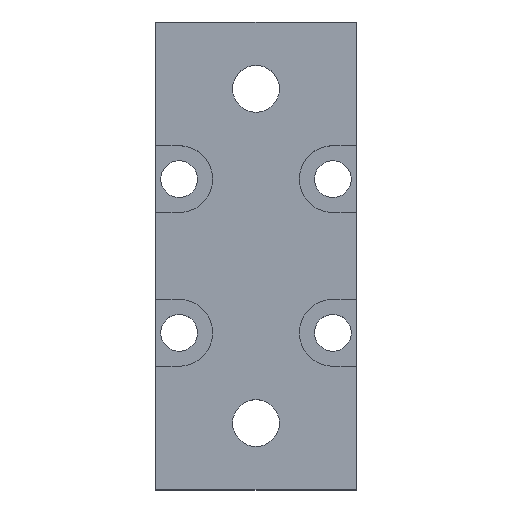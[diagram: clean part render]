
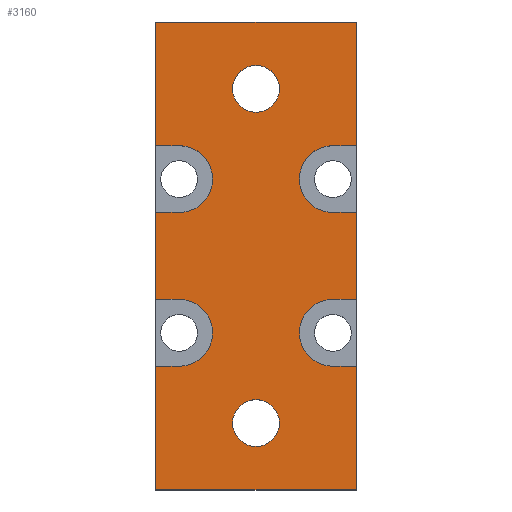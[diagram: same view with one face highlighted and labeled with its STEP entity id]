
A CAD part, top view. The second image highlights one B-rep face of the part: STEP entity #3160.
In plain terms, the highlighted planar face has unit normal (0, 0, 1).
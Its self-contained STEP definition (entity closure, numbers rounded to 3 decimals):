
#1310=CARTESIAN_POINT('',(0.,0.,10.));
#1320=DIRECTION('',(0.,0.,1.));
#1330=DIRECTION('',(1.,0.,0.));
#1340=AXIS2_PLACEMENT_3D('',#1310,#1320,#1330);
#1350=PLANE('',#1340);
#1360=CARTESIAN_POINT('',(70.,30.,10.));
#1370=DIRECTION('',(-1.,0.,0.));
#1380=VECTOR('',#1370,1.);
#1390=LINE('',#1360,#1380);
#1400=CARTESIAN_POINT('',(18.5,30.,10.));
#1410=VERTEX_POINT('',#1400);
#1420=CARTESIAN_POINT('',(0.,30.,10.));
#1430=VERTEX_POINT('',#1420);
#1440=EDGE_CURVE('',#1410,#1430,#1390,.T.);
#1450=ORIENTED_EDGE('',*,*,#1440,.T.);
#1460=CARTESIAN_POINT('',(18.5,0.,10.));
#1470=DIRECTION('',(0.,1.,0.));
#1480=VECTOR('',#1470,1.);
#1490=LINE('',#1460,#1480);
#1500=CARTESIAN_POINT('',(18.5,26.5,10.));
#1510=VERTEX_POINT('',#1500);
#1520=EDGE_CURVE('',#1510,#1410,#1490,.T.);
#1530=ORIENTED_EDGE('',*,*,#1520,.T.);
#1540=CARTESIAN_POINT('',(23.5,26.5,10.));
#1550=DIRECTION('',(0.,0.,-1.));
#1560=DIRECTION('',(1.,0.,0.));
#1570=AXIS2_PLACEMENT_3D('',#1540,#1550,#1560);
#1580=CIRCLE('',#1570,5.);
#1590=CARTESIAN_POINT('',(28.5,26.5,10.));
#1600=VERTEX_POINT('',#1590);
#1610=EDGE_CURVE('',#1600,#1510,#1580,.T.);
#1620=ORIENTED_EDGE('',*,*,#1610,.T.);
#1630=CARTESIAN_POINT('',(28.5,0.,10.));
#1640=DIRECTION('',(0.,-1.,0.));
#1650=VECTOR('',#1640,1.);
#1660=LINE('',#1630,#1650);
#1670=CARTESIAN_POINT('',(28.5,30.,10.));
#1680=VERTEX_POINT('',#1670);
#1690=EDGE_CURVE('',#1680,#1600,#1660,.T.);
#1700=ORIENTED_EDGE('',*,*,#1690,.T.);
#1710=CARTESIAN_POINT('',(41.5,30.,10.));
#1720=VERTEX_POINT('',#1710);
#1730=EDGE_CURVE('',#1720,#1680,#1390,.T.);
#1740=ORIENTED_EDGE('',*,*,#1730,.T.);
#1750=CARTESIAN_POINT('',(41.5,0.,10.));
#1760=DIRECTION('',(0.,1.,0.));
#1770=VECTOR('',#1760,1.);
#1780=LINE('',#1750,#1770);
#1790=CARTESIAN_POINT('',(41.5,26.5,10.));
#1800=VERTEX_POINT('',#1790);
#1810=EDGE_CURVE('',#1800,#1720,#1780,.T.);
#1820=ORIENTED_EDGE('',*,*,#1810,.T.);
#1830=CARTESIAN_POINT('',(46.5,26.5,10.));
#1840=DIRECTION('',(0.,0.,-1.));
#1850=DIRECTION('',(1.,0.,0.));
#1860=AXIS2_PLACEMENT_3D('',#1830,#1840,#1850);
#1870=CIRCLE('',#1860,5.);
#1880=CARTESIAN_POINT('',(51.5,26.5,10.));
#1890=VERTEX_POINT('',#1880);
#1900=EDGE_CURVE('',#1890,#1800,#1870,.T.);
#1910=ORIENTED_EDGE('',*,*,#1900,.T.);
#1920=CARTESIAN_POINT('',(51.5,0.,10.));
#1930=DIRECTION('',(0.,-1.,0.));
#1940=VECTOR('',#1930,1.);
#1950=LINE('',#1920,#1940);
#1960=CARTESIAN_POINT('',(51.5,30.,10.));
#1970=VERTEX_POINT('',#1960);
#1980=EDGE_CURVE('',#1970,#1890,#1950,.T.);
#1990=ORIENTED_EDGE('',*,*,#1980,.T.);
#2000=CARTESIAN_POINT('',(70.,30.,10.));
#2010=VERTEX_POINT('',#2000);
#2020=EDGE_CURVE('',#2010,#1970,#1390,.T.);
#2030=ORIENTED_EDGE('',*,*,#2020,.T.);
#2040=CARTESIAN_POINT('',(70.,0.,10.));
#2050=DIRECTION('',(0.,1.,0.));
#2060=VECTOR('',#2050,1.);
#2070=LINE('',#2040,#2060);
#2080=CARTESIAN_POINT('',(70.,0.,10.));
#2090=VERTEX_POINT('',#2080);
#2100=EDGE_CURVE('',#2090,#2010,#2070,.T.);
#2110=ORIENTED_EDGE('',*,*,#2100,.T.);
#2120=CARTESIAN_POINT('',(0.,0.,10.));
#2130=DIRECTION('',(1.,0.,0.));
#2140=VECTOR('',#2130,1.);
#2150=LINE('',#2120,#2140);
#2160=CARTESIAN_POINT('',(51.5,0.,10.));
#2170=VERTEX_POINT('',#2160);
#2180=EDGE_CURVE('',#2170,#2090,#2150,.T.);
#2190=ORIENTED_EDGE('',*,*,#2180,.T.);
#2200=CARTESIAN_POINT('',(51.5,0.,10.));
#2210=DIRECTION('',(0.,-1.,0.));
#2220=VECTOR('',#2210,1.);
#2230=LINE('',#2200,#2220);
#2240=CARTESIAN_POINT('',(51.5,3.5,10.));
#2250=VERTEX_POINT('',#2240);
#2260=EDGE_CURVE('',#2250,#2170,#2230,.T.);
#2270=ORIENTED_EDGE('',*,*,#2260,.T.);
#2280=CARTESIAN_POINT('',(46.5,3.5,10.));
#2290=DIRECTION('',(0.,0.,-1.));
#2300=DIRECTION('',(1.,0.,0.));
#2310=AXIS2_PLACEMENT_3D('',#2280,#2290,#2300);
#2320=CIRCLE('',#2310,5.);
#2330=CARTESIAN_POINT('',(41.5,3.5,10.));
#2340=VERTEX_POINT('',#2330);
#2350=EDGE_CURVE('',#2340,#2250,#2320,.T.);
#2360=ORIENTED_EDGE('',*,*,#2350,.T.);
#2370=CARTESIAN_POINT('',(41.5,0.,10.));
#2380=DIRECTION('',(0.,1.,0.));
#2390=VECTOR('',#2380,1.);
#2400=LINE('',#2370,#2390);
#2410=CARTESIAN_POINT('',(41.5,0.,10.));
#2420=VERTEX_POINT('',#2410);
#2430=EDGE_CURVE('',#2420,#2340,#2400,.T.);
#2440=ORIENTED_EDGE('',*,*,#2430,.T.);
#2450=CARTESIAN_POINT('',(28.5,0.,10.));
#2460=VERTEX_POINT('',#2450);
#2470=EDGE_CURVE('',#2460,#2420,#2150,.T.);
#2480=ORIENTED_EDGE('',*,*,#2470,.T.);
#2490=CARTESIAN_POINT('',(28.5,0.,10.));
#2500=DIRECTION('',(0.,-1.,0.));
#2510=VECTOR('',#2500,1.);
#2520=LINE('',#2490,#2510);
#2530=CARTESIAN_POINT('',(28.5,3.5,10.));
#2540=VERTEX_POINT('',#2530);
#2550=EDGE_CURVE('',#2540,#2460,#2520,.T.);
#2560=ORIENTED_EDGE('',*,*,#2550,.T.);
#2570=CARTESIAN_POINT('',(23.5,3.5,10.));
#2580=DIRECTION('',(0.,0.,1.));
#2590=DIRECTION('',(1.,0.,0.));
#2600=AXIS2_PLACEMENT_3D('',#2570,#2580,#2590);
#2610=CIRCLE('',#2600,5.);
#2620=CARTESIAN_POINT('',(18.5,3.5,10.));
#2630=VERTEX_POINT('',#2620);
#2640=EDGE_CURVE('',#2540,#2630,#2610,.T.);
#2650=ORIENTED_EDGE('',*,*,#2640,.F.);
#2660=CARTESIAN_POINT('',(18.5,0.,10.));
#2670=DIRECTION('',(0.,1.,0.));
#2680=VECTOR('',#2670,1.);
#2690=LINE('',#2660,#2680);
#2700=CARTESIAN_POINT('',(18.5,0.,10.));
#2710=VERTEX_POINT('',#2700);
#2720=EDGE_CURVE('',#2710,#2630,#2690,.T.);
#2730=ORIENTED_EDGE('',*,*,#2720,.T.);
#2740=CARTESIAN_POINT('',(0.,0.,10.));
#2750=VERTEX_POINT('',#2740);
#2760=EDGE_CURVE('',#2750,#2710,#2150,.T.);
#2770=ORIENTED_EDGE('',*,*,#2760,.T.);
#2780=CARTESIAN_POINT('',(0.,30.,10.));
#2790=DIRECTION('',(0.,-1.,0.));
#2800=VECTOR('',#2790,1.);
#2810=LINE('',#2780,#2800);
#2820=EDGE_CURVE('',#1430,#2750,#2810,.T.);
#2830=ORIENTED_EDGE('',*,*,#2820,.T.);
#2840=EDGE_LOOP('',(#2830,#2770,#2730,#2650,#2560,#2480,#2440,#2360,
#2270,#2190,#2110,#2030,#1990,#1910,#1820,#1740,#1700,#1620,#1530,#1450)
);
#2850=FACE_OUTER_BOUND('',#2840,.T.);
#2860=CARTESIAN_POINT('',(60.,15.,10.));
#2870=DIRECTION('',(0.,0.,1.));
#2880=DIRECTION('',(1.,0.,0.));
#2890=AXIS2_PLACEMENT_3D('',#2860,#2870,#2880);
#2900=CIRCLE('',#2890,3.5);
#2910=CARTESIAN_POINT('',(63.5,15.,10.));
#2920=VERTEX_POINT('',#2910);
#2930=CARTESIAN_POINT('',(56.5,15.,10.));
#2940=VERTEX_POINT('',#2930);
#2950=EDGE_CURVE('',#2920,#2940,#2900,.T.);
#2960=ORIENTED_EDGE('',*,*,#2950,.F.);
#2970=EDGE_CURVE('',#2940,#2920,#2900,.T.);
#2980=ORIENTED_EDGE('',*,*,#2970,.F.);
#2990=EDGE_LOOP('',(#2980,#2960));
#3000=FACE_BOUND('',#2990,.T.);
#3010=CARTESIAN_POINT('',(10.,15.,10.));
#3020=DIRECTION('',(0.,0.,1.));
#3030=DIRECTION('',(1.,0.,0.));
#3040=AXIS2_PLACEMENT_3D('',#3010,#3020,#3030);
#3050=CIRCLE('',#3040,3.5);
#3060=CARTESIAN_POINT('',(13.5,15.,10.));
#3070=VERTEX_POINT('',#3060);
#3080=CARTESIAN_POINT('',(6.5,15.,10.));
#3090=VERTEX_POINT('',#3080);
#3100=EDGE_CURVE('',#3070,#3090,#3050,.T.);
#3110=ORIENTED_EDGE('',*,*,#3100,.F.);
#3120=EDGE_CURVE('',#3090,#3070,#3050,.T.);
#3130=ORIENTED_EDGE('',*,*,#3120,.F.);
#3140=EDGE_LOOP('',(#3130,#3110));
#3150=FACE_BOUND('',#3140,.T.);
#3160=ADVANCED_FACE('',(#2850,#3000,#3150),#1350,.T.);
